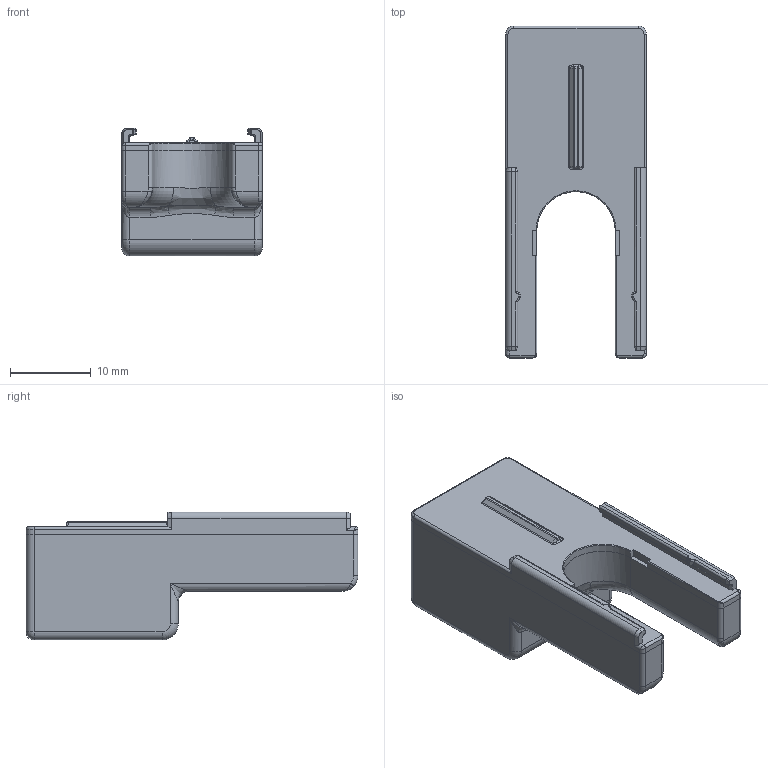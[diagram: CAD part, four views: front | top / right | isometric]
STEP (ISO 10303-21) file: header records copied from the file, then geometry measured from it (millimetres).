
FILE_DESCRIPTION (( 'STEP AP214' ), '1' );
FILE_NAME ('8880200 CMS-120PS.STEP', '2016-03-17T07:08:32', ( '' ), ( '' ), 'SwSTEP 2.0', 'SolidWorks 2015', '' );
FILE_SCHEMA (( 'AUTOMOTIVE_DESIGN' ));
Length unit declared in the file: millimetre
Products named in the file (5): 8880358_8880358kurz; 8880361; 8880163_8880163; 8880155_8880155; 8880200 CMS-120PS
Assembly tree (4 placements, depth 2):
  8880200 CMS-120PS
    8880155_8880155
    8880163_8880163
    8880361
    8880358_8880358kurz
Bounding box: 17.4 x 41 x 15.8 mm (x, y, z)
Volume: 2265.2 mm3; surface area: 6152.9 mm2
Topology: 3 solids, 6 shells, 1169 faces, 2936 edges, 1782 vertices
Faces by surface type: plane 552, cylinder 282, bspline 222, torus 73, cone 28, sphere 12
Entity records: 48369 total; most frequent: CARTESIAN_POINT 19428, ORIENTED_EDGE 5764, DIRECTION 4863, EDGE_CURVE 2891, LINE 1811, VECTOR 1811, VERTEX_POINT 1782, AXIS2_PLACEMENT_3D 1526
